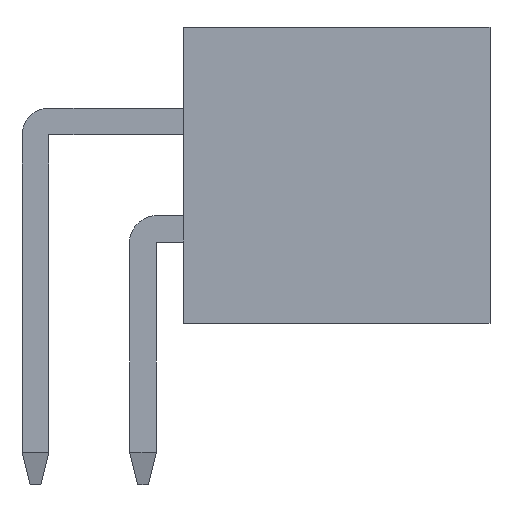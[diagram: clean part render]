
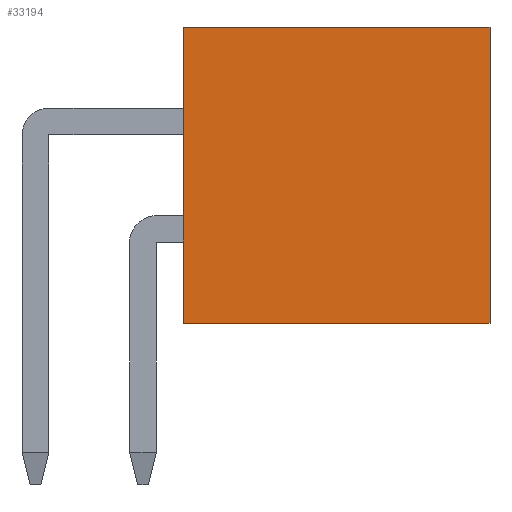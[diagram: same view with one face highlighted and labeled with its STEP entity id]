
A CAD part, front view. The second image highlights one B-rep face of the part: STEP entity #33194.
In plain terms, the highlighted face is planar.
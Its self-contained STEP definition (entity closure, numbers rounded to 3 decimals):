
#1893=ORIENTED_EDGE('',*,*,#8098,.F.);
#1894=ORIENTED_EDGE('',*,*,#8099,.F.);
#1895=ORIENTED_EDGE('',*,*,#8100,.T.);
#1896=ORIENTED_EDGE('',*,*,#8101,.T.);
#8098=EDGE_CURVE('',#11132,#11133,#13514,.T.);
#8099=EDGE_CURVE('',#11134,#11132,#13515,.T.);
#8100=EDGE_CURVE('',#11134,#11135,#13516,.T.);
#8101=EDGE_CURVE('',#11135,#11133,#13517,.T.);
#11132=VERTEX_POINT('',#44427);
#11133=VERTEX_POINT('',#44428);
#11134=VERTEX_POINT('',#44430);
#11135=VERTEX_POINT('',#44432);
#13514=LINE('',#44426,#16782);
#13515=LINE('',#44429,#16783);
#13516=LINE('',#44431,#16784);
#13517=LINE('',#44433,#16785);
#16782=VECTOR('',#37666,1000.);
#16783=VECTOR('',#37667,1000.);
#16784=VECTOR('',#37668,1000.);
#16785=VECTOR('',#37669,1000.);
#19232=EDGE_LOOP('',(#1893,#1894,#1895,#1896));
#20708=FACE_BOUND('',#19232,.T.);
#22140=PLANE('',#34588);
#33194=ADVANCED_FACE('',(#20708),#22140,.T.);
#34588=AXIS2_PLACEMENT_3D('',#44425,#37664,#37665);
#37664=DIRECTION('',(1.,0.,0.));
#37665=DIRECTION('',(0.,0.,-1.));
#37666=DIRECTION('',(0.,0.,-1.));
#37667=DIRECTION('',(0.,1.,0.));
#37668=DIRECTION('',(0.,0.,-1.));
#37669=DIRECTION('',(0.,1.,0.));
#44425=CARTESIAN_POINT('',(25.625,-2.75,2.85));
#44426=CARTESIAN_POINT('',(25.625,2.75,2.85));
#44427=CARTESIAN_POINT('',(25.625,2.75,2.85));
#44428=CARTESIAN_POINT('',(25.625,2.75,-2.85));
#44429=CARTESIAN_POINT('',(25.625,-2.75,2.85));
#44430=CARTESIAN_POINT('',(25.625,-2.75,2.85));
#44431=CARTESIAN_POINT('',(25.625,-2.75,2.85));
#44432=CARTESIAN_POINT('',(25.625,-2.75,-2.85));
#44433=CARTESIAN_POINT('',(25.625,-2.75,-2.85));
